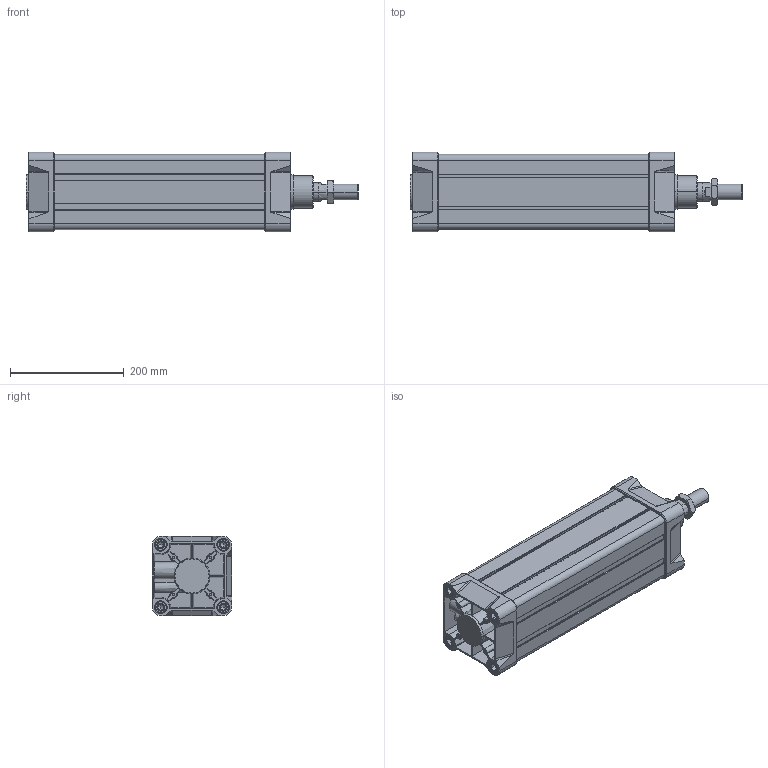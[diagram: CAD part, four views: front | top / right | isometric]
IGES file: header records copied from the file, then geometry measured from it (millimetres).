
Start section: SolidWorks IGES file using analytic representation for surfaces
Global section: file name: CL_001_125_0300.IGS; native system: SolidWorks 2013; preprocessor: SolidWorks 2013; author: technolog; date: 140625.133913; units: millimetre
Bounding box: 584 x 140 x 140 mm (x, y, z)
Volume: 2950895.3 mm3; surface area: 954416.4 mm2
Topology: 13 solids, 13 shells, 902 faces, 4480 edges, 5869 vertices
Faces by surface type: plane 468, revolution 421, bspline 13
